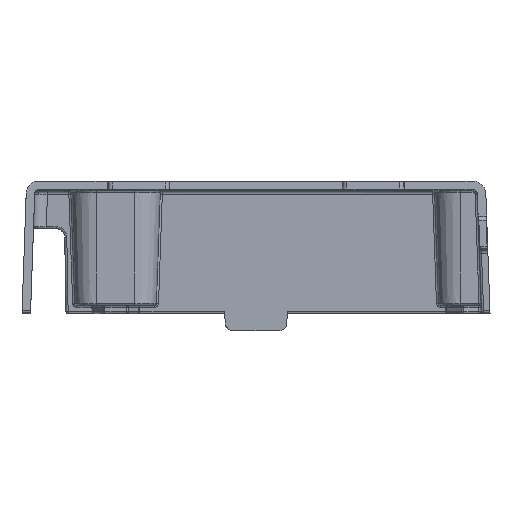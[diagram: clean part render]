
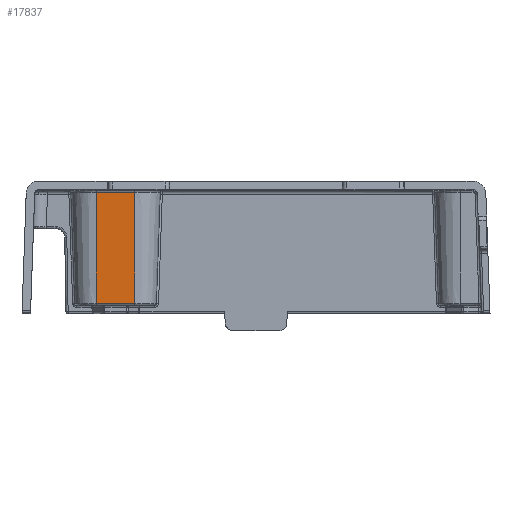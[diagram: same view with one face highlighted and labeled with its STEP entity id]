
A CAD part, top view. The second image highlights one B-rep face of the part: STEP entity #17837.
In plain terms, the highlighted planar face has unit normal (0, -0.035, 0.999).
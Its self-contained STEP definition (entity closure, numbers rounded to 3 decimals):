
#218 = CARTESIAN_POINT ( 'NONE',  ( 0., -0.07, -103.001 ) ) ;
#2082 = DIRECTION ( 'NONE',  ( -1., 0., 0. ) ) ;
#2871 = DIRECTION ( 'NONE',  ( 1., 0., 0. ) ) ;
#2945 = VECTOR ( 'NONE', #16445, 1000. ) ;
#3336 = CARTESIAN_POINT ( 'NONE',  ( -28.5, -0.07, -103.001 ) ) ;
#3970 = VERTEX_POINT ( 'NONE', #22044 ) ;
#4217 = EDGE_CURVE ( 'NONE', #29725, #8198, #25439, .T. ) ;
#4862 = FACE_OUTER_BOUND ( 'NONE', #9378, .T. ) ;
#4895 = DIRECTION ( 'NONE',  ( 0., 0.999, 0.035 ) ) ;
#7797 = DIRECTION ( 'NONE',  ( 0., -0.999, -0.035 ) ) ;
#8198 = VERTEX_POINT ( 'NONE', #13374 ) ;
#9378 = EDGE_LOOP ( 'NONE', ( #28550, #15017, #21285, #10113 ) ) ;
#9980 = LINE ( 'NONE', #19102, #28547 ) ;
#10113 = ORIENTED_EDGE ( 'NONE', *, *, #29618, .T. ) ;
#12401 = EDGE_CURVE ( 'NONE', #3970, #13683, #27842, .T. ) ;
#13374 = CARTESIAN_POINT ( 'NONE',  ( -37.5, 2.483, -102.912 ) ) ;
#13683 = VERTEX_POINT ( 'NONE', #14196 ) ;
#14121 = CARTESIAN_POINT ( 'NONE',  ( -37.5, -0.07, -103.001 ) ) ;
#14147 = PLANE ( 'NONE',  #24487 ) ;
#14196 = CARTESIAN_POINT ( 'NONE',  ( -28.5, 2.483, -102.912 ) ) ;
#14931 = EDGE_CURVE ( 'NONE', #3970, #29725, #26628, .T. ) ;
#15017 = ORIENTED_EDGE ( 'NONE', *, *, #14931, .T. ) ;
#16012 = CARTESIAN_POINT ( 'NONE',  ( 0., 28.517, -102.003 ) ) ;
#16445 = DIRECTION ( 'NONE',  ( 0., -0.999, -0.035 ) ) ;
#17837 = ADVANCED_FACE ( 'NONE', ( #4862 ), #14147, .F. ) ;
#18779 = DIRECTION ( 'NONE',  ( 0., 0.035, -0.999 ) ) ;
#19102 = CARTESIAN_POINT ( 'NONE',  ( -28.5, 2.483, -102.912 ) ) ;
#19903 = CARTESIAN_POINT ( 'NONE',  ( -37.5, 28.517, -102.003 ) ) ;
#20439 = VECTOR ( 'NONE', #2082, 1000. ) ;
#21285 = ORIENTED_EDGE ( 'NONE', *, *, #4217, .T. ) ;
#22044 = CARTESIAN_POINT ( 'NONE',  ( -28.5, 28.517, -102.003 ) ) ;
#24487 = AXIS2_PLACEMENT_3D ( 'NONE', #218, #18779, #4895 ) ;
#25439 = LINE ( 'NONE', #14121, #2945 ) ;
#26380 = VECTOR ( 'NONE', #7797, 1000. ) ;
#26628 = LINE ( 'NONE', #16012, #20439 ) ;
#27842 = LINE ( 'NONE', #3336, #26380 ) ;
#28547 = VECTOR ( 'NONE', #2871, 1000. ) ;
#28550 = ORIENTED_EDGE ( 'NONE', *, *, #12401, .F. ) ;
#29618 = EDGE_CURVE ( 'NONE', #8198, #13683, #9980, .T. ) ;
#29725 = VERTEX_POINT ( 'NONE', #19903 ) ;
